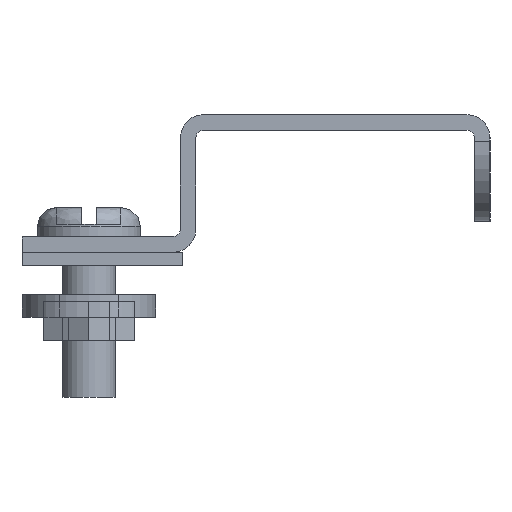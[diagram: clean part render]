
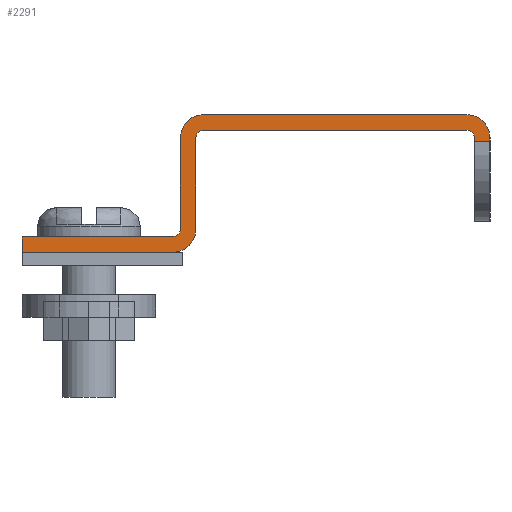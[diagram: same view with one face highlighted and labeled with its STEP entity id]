
A CAD part, left-side view. The second image highlights one B-rep face of the part: STEP entity #2291.
In plain terms, the highlighted planar face has unit normal (-1, 0, 0).
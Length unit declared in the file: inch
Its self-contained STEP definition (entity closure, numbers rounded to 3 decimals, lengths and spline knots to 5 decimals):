
#3 = CARTESIAN_POINT ( 'NONE',  ( -35.5, -1.022, 0.464 ) ) ;
#20 = VECTOR ( 'NONE', #618, 39.37008 ) ;
#39 = CARTESIAN_POINT ( 'NONE',  ( -35.5, 1.094, 0.447 ) ) ;
#44 = CARTESIAN_POINT ( 'NONE',  ( -35.5, -1.022, 0.5095 ) ) ;
#48 = DIRECTION ( 'NONE',  ( 0., -1., 0. ) ) ;
#64 = EDGE_CURVE ( 'NONE', #1125, #776, #408, .T. ) ;
#68 = CIRCLE ( 'NONE', #1409, 0.036 ) ;
#72 = VERTEX_POINT ( 'NONE', #1656 ) ;
#76 = ORIENTED_EDGE ( 'NONE', *, *, #1062, .T. ) ;
#78 = CARTESIAN_POINT ( 'NONE',  ( -35.5, 0.3895, 0. ) ) ;
#95 = ORIENTED_EDGE ( 'NONE', *, *, #64, .T. ) ;
#104 = AXIS2_PLACEMENT_3D ( 'NONE', #1526, #2247, #465 ) ;
#109 = LINE ( 'NONE', #1577, #2265 ) ;
#137 = LINE ( 'NONE', #2189, #453 ) ;
#203 = ORIENTED_EDGE ( 'NONE', *, *, #858, .T. ) ;
#234 = CARTESIAN_POINT ( 'NONE',  ( -35.5, 0.3895, 0.036 ) ) ;
#262 = CIRCLE ( 'NONE', #1999, 0.108 ) ;
#269 = DIRECTION ( 'NONE',  ( 0., 1., 0. ) ) ;
#278 = CARTESIAN_POINT ( 'NONE',  ( -35.5, 0.3535, 0.5 ) ) ;
#287 = DIRECTION ( 'NONE',  ( 0., 0., -1. ) ) ;
#303 = VERTEX_POINT ( 'NONE', #78 ) ;
#382 = EDGE_LOOP ( 'NONE', ( #2381, #2010, #203, #1177, #76, #2300, #1856, #1921, #608, #582, #1501, #829, #1310, #1089, #95, #2244 ) ) ;
#400 = CARTESIAN_POINT ( 'NONE',  ( -35.5, 1.094, -0.072 ) ) ;
#407 = CARTESIAN_POINT ( 'NONE',  ( -35.5, 0.2815, 0.464 ) ) ;
#408 = LINE ( 'NONE', #44, #1401 ) ;
#419 = CIRCLE ( 'NONE', #1025, 0.036 ) ;
#427 = CARTESIAN_POINT ( 'NONE',  ( -35.5, 1.094, 0.5 ) ) ;
#453 = VECTOR ( 'NONE', #1100, 39.37008 ) ;
#465 = DIRECTION ( 'NONE',  ( 0., 0., 1. ) ) ;
#525 = DIRECTION ( 'NONE',  ( -1., 0., 0. ) ) ;
#534 = VECTOR ( 'NONE', #661, 39.37008 ) ;
#565 = CARTESIAN_POINT ( 'NONE',  ( -35.5, 0.2455, 0.464 ) ) ;
#582 = ORIENTED_EDGE ( 'NONE', *, *, #1015, .T. ) ;
#608 = ORIENTED_EDGE ( 'NONE', *, *, #2377, .T. ) ;
#618 = DIRECTION ( 'NONE',  ( 0., 0., -1. ) ) ;
#619 = LINE ( 'NONE', #1543, #2038 ) ;
#627 = LINE ( 'NONE', #1128, #643 ) ;
#643 = VECTOR ( 'NONE', #1521, 39.37008 ) ;
#661 = DIRECTION ( 'NONE',  ( 0., 0., -1. ) ) ;
#704 = DIRECTION ( 'NONE',  ( 0., 0., -1. ) ) ;
#707 = EDGE_CURVE ( 'NONE', #1511, #1205, #1402, .T. ) ;
#764 = AXIS2_PLACEMENT_3D ( 'NONE', #1585, #880, #1613 ) ;
#776 = VERTEX_POINT ( 'NONE', #1108 ) ;
#782 = CARTESIAN_POINT ( 'NONE',  ( -35.5, 1.094, 0. ) ) ;
#789 = DIRECTION ( 'NONE',  ( 0., 0., -1. ) ) ;
#806 = DIRECTION ( 'NONE',  ( 1., 0., 0. ) ) ;
#825 = CARTESIAN_POINT ( 'NONE',  ( -35.5, 0.3535, 0.036 ) ) ;
#827 = CARTESIAN_POINT ( 'NONE',  ( -35.5, 0.2455, 0.464 ) ) ;
#829 = ORIENTED_EDGE ( 'NONE', *, *, #1516, .T. ) ;
#856 = EDGE_CURVE ( 'NONE', #1011, #303, #419, .T. ) ;
#858 = EDGE_CURVE ( 'NONE', #1439, #1691, #619, .T. ) ;
#880 = DIRECTION ( 'NONE',  ( -1., 0., 0. ) ) ;
#899 = CARTESIAN_POINT ( 'NONE',  ( -35.5, -0.986, 0.5 ) ) ;
#965 = DIRECTION ( 'NONE',  ( 1., 0., 0. ) ) ;
#968 = LINE ( 'NONE', #39, #1569 ) ;
#1010 = FACE_OUTER_BOUND ( 'NONE', #382, .T. ) ;
#1011 = VERTEX_POINT ( 'NONE', #825 ) ;
#1015 = EDGE_CURVE ( 'NONE', #1363, #1511, #1485, .T. ) ;
#1025 = AXIS2_PLACEMENT_3D ( 'NONE', #234, #965, #1317 ) ;
#1059 = CARTESIAN_POINT ( 'NONE',  ( -35.5, 0.3895, -0.072 ) ) ;
#1062 = EDGE_CURVE ( 'NONE', #2034, #1011, #1929, .T. ) ;
#1089 = ORIENTED_EDGE ( 'NONE', *, *, #1265, .T. ) ;
#1098 = AXIS2_PLACEMENT_3D ( 'NONE', #565, #1117, #1466 ) ;
#1100 = DIRECTION ( 'NONE',  ( 0., -1., 0. ) ) ;
#1108 = CARTESIAN_POINT ( 'NONE',  ( -35.5, -1.022, 0.447 ) ) ;
#1114 = CARTESIAN_POINT ( 'NONE',  ( -35.5, 0.3535, 0.464 ) ) ;
#1117 = DIRECTION ( 'NONE',  ( -1., 0., 0. ) ) ;
#1125 = VERTEX_POINT ( 'NONE', #3 ) ;
#1128 = CARTESIAN_POINT ( 'NONE',  ( -35.5, -1.094, 0.5095 ) ) ;
#1134 = CARTESIAN_POINT ( 'NONE',  ( -35.5, -1.094, 0.447 ) ) ;
#1142 = DIRECTION ( 'NONE',  ( 0., 0., -1. ) ) ;
#1177 = ORIENTED_EDGE ( 'NONE', *, *, #1554, .T. ) ;
#1205 = VERTEX_POINT ( 'NONE', #407 ) ;
#1265 = EDGE_CURVE ( 'NONE', #1318, #1125, #2040, .T. ) ;
#1308 = VERTEX_POINT ( 'NONE', #2221 ) ;
#1310 = ORIENTED_EDGE ( 'NONE', *, *, #1952, .T. ) ;
#1317 = DIRECTION ( 'NONE',  ( 0., -1., 0. ) ) ;
#1318 = VERTEX_POINT ( 'NONE', #899 ) ;
#1354 = CARTESIAN_POINT ( 'NONE',  ( -35.5, 1.094, -0.072 ) ) ;
#1363 = VERTEX_POINT ( 'NONE', #1059 ) ;
#1365 = LINE ( 'NONE', #1354, #2379 ) ;
#1401 = VECTOR ( 'NONE', #1142, 39.37008 ) ;
#1402 = LINE ( 'NONE', #1589, #1875 ) ;
#1409 = AXIS2_PLACEMENT_3D ( 'NONE', #827, #1940, #287 ) ;
#1418 = CARTESIAN_POINT ( 'NONE',  ( -35.5, 0.2815, 0.036 ) ) ;
#1439 = VERTEX_POINT ( 'NONE', #2071 ) ;
#1466 = DIRECTION ( 'NONE',  ( 0., 0., -1. ) ) ;
#1485 = CIRCLE ( 'NONE', #764, 0.108 ) ;
#1491 = EDGE_CURVE ( 'NONE', #303, #1765, #109, .T. ) ;
#1501 = ORIENTED_EDGE ( 'NONE', *, *, #707, .T. ) ;
#1511 = VERTEX_POINT ( 'NONE', #1418 ) ;
#1516 = EDGE_CURVE ( 'NONE', #1205, #72, #68, .T. ) ;
#1521 = DIRECTION ( 'NONE',  ( 0., 0., -1. ) ) ;
#1526 = CARTESIAN_POINT ( 'NONE',  ( -35.5, 1.094, 0.5 ) ) ;
#1543 = CARTESIAN_POINT ( 'NONE',  ( -35.5, 1.094, 0.572 ) ) ;
#1554 = EDGE_CURVE ( 'NONE', #1691, #2034, #1559, .T. ) ;
#1559 = CIRCLE ( 'NONE', #1098, 0.108 ) ;
#1565 = DIRECTION ( 'NONE',  ( 0., 1., 0. ) ) ;
#1566 = DIRECTION ( 'NONE',  ( 0., 0., 1. ) ) ;
#1569 = VECTOR ( 'NONE', #1736, 39.37008 ) ;
#1577 = CARTESIAN_POINT ( 'NONE',  ( -35.5, 1.094, 0. ) ) ;
#1585 = CARTESIAN_POINT ( 'NONE',  ( -35.5, 0.3895, 0.036 ) ) ;
#1589 = CARTESIAN_POINT ( 'NONE',  ( -35.5, 0.2815, 0.5 ) ) ;
#1613 = DIRECTION ( 'NONE',  ( 0., -1., 0. ) ) ;
#1647 = CARTESIAN_POINT ( 'NONE',  ( -35.5, 0.2455, 0.572 ) ) ;
#1656 = CARTESIAN_POINT ( 'NONE',  ( -35.5, 0.2455, 0.5 ) ) ;
#1691 = VERTEX_POINT ( 'NONE', #1647 ) ;
#1736 = DIRECTION ( 'NONE',  ( 0., -1., 0. ) ) ;
#1765 = VERTEX_POINT ( 'NONE', #782 ) ;
#1767 = EDGE_CURVE ( 'NONE', #1765, #1769, #2056, .T. ) ;
#1769 = VERTEX_POINT ( 'NONE', #400 ) ;
#1802 = EDGE_CURVE ( 'NONE', #1308, #2274, #627, .T. ) ;
#1856 = ORIENTED_EDGE ( 'NONE', *, *, #1491, .T. ) ;
#1875 = VECTOR ( 'NONE', #1566, 39.37008 ) ;
#1921 = ORIENTED_EDGE ( 'NONE', *, *, #1767, .T. ) ;
#1922 = AXIS2_PLACEMENT_3D ( 'NONE', #2240, #806, #789 ) ;
#1929 = LINE ( 'NONE', #278, #534 ) ;
#1940 = DIRECTION ( 'NONE',  ( 1., 0., 0. ) ) ;
#1952 = EDGE_CURVE ( 'NONE', #72, #1318, #137, .T. ) ;
#1999 = AXIS2_PLACEMENT_3D ( 'NONE', #2171, #525, #704 ) ;
#2010 = ORIENTED_EDGE ( 'NONE', *, *, #2070, .T. ) ;
#2034 = VERTEX_POINT ( 'NONE', #1114 ) ;
#2038 = VECTOR ( 'NONE', #269, 39.37008 ) ;
#2040 = CIRCLE ( 'NONE', #1922, 0.036 ) ;
#2056 = LINE ( 'NONE', #427, #20 ) ;
#2070 = EDGE_CURVE ( 'NONE', #1308, #1439, #262, .T. ) ;
#2071 = CARTESIAN_POINT ( 'NONE',  ( -35.5, -0.986, 0.572 ) ) ;
#2171 = CARTESIAN_POINT ( 'NONE',  ( -35.5, -0.986, 0.464 ) ) ;
#2189 = CARTESIAN_POINT ( 'NONE',  ( -35.5, -1.094, 0.5 ) ) ;
#2221 = CARTESIAN_POINT ( 'NONE',  ( -35.5, -1.094, 0.464 ) ) ;
#2240 = CARTESIAN_POINT ( 'NONE',  ( -35.5, -0.986, 0.464 ) ) ;
#2244 = ORIENTED_EDGE ( 'NONE', *, *, #2288, .T. ) ;
#2247 = DIRECTION ( 'NONE',  ( -1., 0., 0. ) ) ;
#2265 = VECTOR ( 'NONE', #1565, 39.37008 ) ;
#2274 = VERTEX_POINT ( 'NONE', #1134 ) ;
#2282 = PLANE ( 'NONE',  #104 ) ;
#2288 = EDGE_CURVE ( 'NONE', #776, #2274, #968, .T. ) ;
#2291 = ADVANCED_FACE ( 'NONE', ( #1010 ), #2282, .T. ) ;
#2300 = ORIENTED_EDGE ( 'NONE', *, *, #856, .T. ) ;
#2377 = EDGE_CURVE ( 'NONE', #1769, #1363, #1365, .T. ) ;
#2379 = VECTOR ( 'NONE', #48, 39.37008 ) ;
#2381 = ORIENTED_EDGE ( 'NONE', *, *, #1802, .F. ) ;
